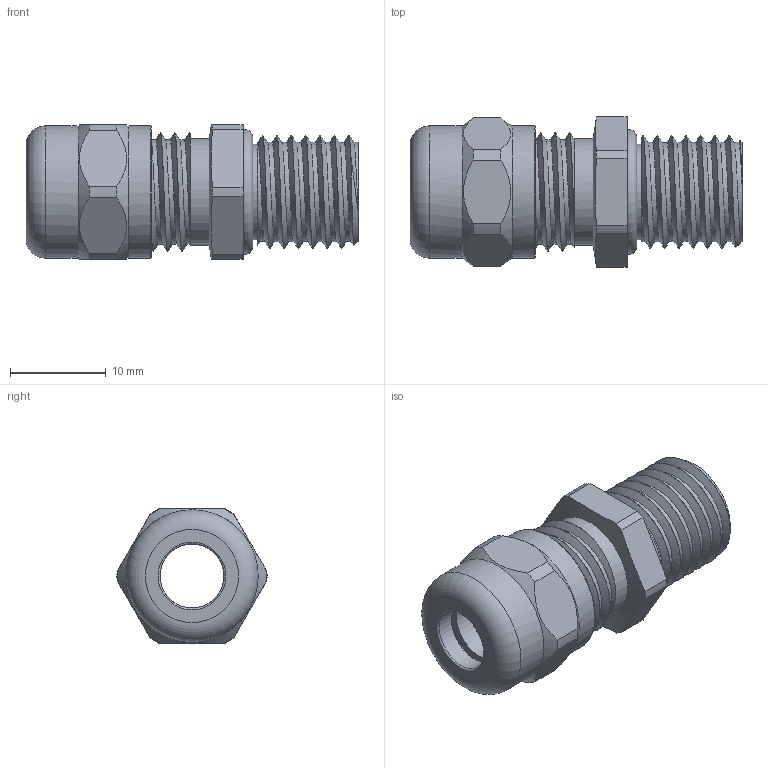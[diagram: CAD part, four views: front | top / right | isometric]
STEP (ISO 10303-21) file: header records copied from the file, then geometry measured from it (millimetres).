
FILE_DESCRIPTION(/* description */ ('Euro-Top MS RAIL M 12x1,5, L: 12mm, KB:3-6,5 mm'),/* implementation_level */ '2;1');
FILE_NAME(/* name */ 'R60480512-RST.stp',/* time_stamp */ '2022-02-03T13:29:25+01:00',/* author */ ('sl'),/* organization */ (''),/* preprocessor_version */ 'ST-DEVELOPER v16.5',/* originating_system */ 'Autodesk Inventor 2017',/* authorisation */ '');
FILE_SCHEMA (('AUTOMOTIVE_DESIGN { 1 0 10303 214 3 1 1 }'));
Length unit declared in the file: millimetre
Products named in the file (6): R60480512; 60080512; 60480409; 60080512_1; 60080512_2; 60080512_3
Assembly tree (5 placements, depth 2):
  R60480512
    60080512
    60480409
    60080512_1
    60080512_2
    60080512_3
Bounding box: 34.66 x 15.67 x 14 mm (x, y, z)
Volume: 1543.4 mm3; surface area: 5076.8 mm2
Topology: 4 solids, 5 shells, 258 faces, 685 edges, 445 vertices
Faces by surface type: plane 130, cylinder 73, cone 26, torus 23, bspline 6
Full cylindrical faces by diameter (mm): 6.67 x1, 6.68 x1, 6.8 x1, 8.05 x3, 8.26 x1, 8.35 x4, 8.57 x1, 8.8 x1, 9.6 x1, 9.63 x1, 9.96 x1, 10.24 x1, 11.08 x1, 11.15 x1, 11.3 x1, 12.94 x1, 13.81 x2
Entity records: 11302 total; most frequent: CARTESIAN_POINT 4915, DIRECTION 1326, ORIENTED_EDGE 1244, EDGE_CURVE 622, AXIS2_PLACEMENT_3D 540, VERTEX_POINT 424, EDGE_LOOP 316, CIRCLE 274
